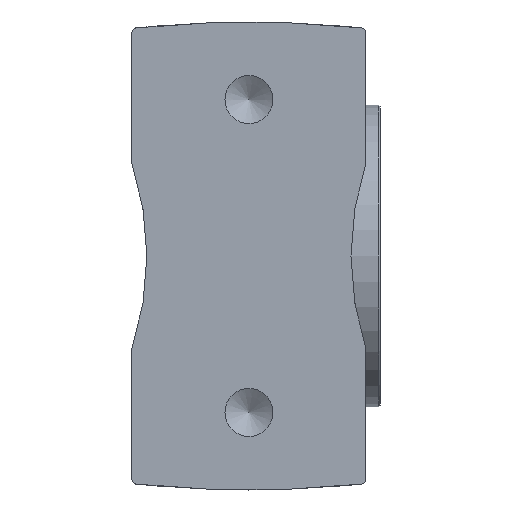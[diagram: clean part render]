
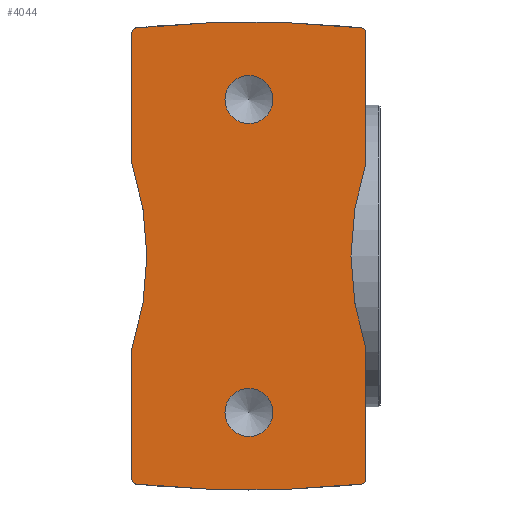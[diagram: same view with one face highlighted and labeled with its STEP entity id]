
A CAD part, front view. The second image highlights one B-rep face of the part: STEP entity #4044.
In plain terms, the highlighted face is planar.
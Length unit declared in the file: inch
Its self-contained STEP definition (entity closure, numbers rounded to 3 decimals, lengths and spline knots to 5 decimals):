
#1006=PLANE('',#4313);
#1053=VECTOR('',#4585,1.);
#1070=VECTOR('',#4721,1.);
#1197=LINE('',#5463,#1053);
#1214=LINE('',#8657,#1070);
#1344=CIRCLE('',#4228,0.1535);
#1346=CIRCLE('',#4232,0.1535);
#1371=CIRCLE('',#4266,6.9071);
#1373=CIRCLE('',#4269,0.035);
#1374=CIRCLE('',#4271,1.875);
#1379=CIRCLE('',#4280,1.875);
#1380=CIRCLE('',#4283,0.035);
#1390=CIRCLE('',#4300,0.035);
#1396=CIRCLE('',#4310,6.9071);
#1397=CIRCLE('',#4312,0.035);
#1527=VERTEX_POINT('',#5462);
#1528=VERTEX_POINT('',#5464);
#1539=VERTEX_POINT('',#5577);
#1542=VERTEX_POINT('',#5584);
#1579=VERTEX_POINT('',#8321);
#1580=VERTEX_POINT('',#8323);
#1582=VERTEX_POINT('',#8329);
#1583=VERTEX_POINT('',#8332);
#1593=VERTEX_POINT('',#8637);
#1594=VERTEX_POINT('',#8639);
#1596=VERTEX_POINT('',#8656);
#1617=VERTEX_POINT('',#8967);
#1621=VERTEX_POINT('',#8984);
#1622=VERTEX_POINT('',#8988);
#1971=EDGE_CURVE('',#1528,#1527,#1197,.T.);
#1986=EDGE_CURVE('',#1539,#1539,#1344,.T.);
#1988=EDGE_CURVE('',#1542,#1542,#1346,.T.);
#2051=EDGE_CURVE('',#1580,#1579,#1371,.T.);
#2055=EDGE_CURVE('',#1582,#1579,#1373,.T.);
#2057=EDGE_CURVE('',#1582,#1583,#1197,.T.);
#2058=EDGE_CURVE('',#1583,#1528,#1374,.T.);
#2073=EDGE_CURVE('',#1594,#1593,#1379,.T.);
#2077=EDGE_CURVE('',#1596,#1593,#1214,.T.);
#2078=EDGE_CURVE('',#1580,#1596,#1380,.T.);
#2105=EDGE_CURVE('',#1617,#1527,#1390,.T.);
#2114=EDGE_CURVE('',#1617,#1621,#1396,.T.);
#2116=EDGE_CURVE('',#1622,#1621,#1397,.T.);
#2117=EDGE_CURVE('',#1594,#1622,#1214,.T.);
#2721=ORIENTED_EDGE('',*,*,#1986,.T.);
#2722=ORIENTED_EDGE('',*,*,#1988,.T.);
#2723=ORIENTED_EDGE('',*,*,#2116,.F.);
#2724=ORIENTED_EDGE('',*,*,#2117,.F.);
#2725=ORIENTED_EDGE('',*,*,#2073,.T.);
#2726=ORIENTED_EDGE('',*,*,#2077,.F.);
#2727=ORIENTED_EDGE('',*,*,#2078,.F.);
#2728=ORIENTED_EDGE('',*,*,#2051,.T.);
#2729=ORIENTED_EDGE('',*,*,#2055,.F.);
#2730=ORIENTED_EDGE('',*,*,#2057,.T.);
#2731=ORIENTED_EDGE('',*,*,#2058,.T.);
#2732=ORIENTED_EDGE('',*,*,#1971,.T.);
#2733=ORIENTED_EDGE('',*,*,#2105,.F.);
#2734=ORIENTED_EDGE('',*,*,#2114,.T.);
#3501=EDGE_LOOP('',(#2721));
#3502=EDGE_LOOP('',(#2722));
#3503=EDGE_LOOP('',(#2723,#2724,#2725,#2726,#2727,#2728,#2729,#2730,#2731,
#2732,#2733,#2734));
#3772=FACE_BOUND('',#3501,.T.);
#3773=FACE_BOUND('',#3502,.T.);
#3774=FACE_BOUND('',#3503,.T.);
#4044=ADVANCED_FACE('',(#3772,#3773,#3774),#1006,.F.);
#4228=AXIS2_PLACEMENT_3D('',#5576,#4607,#4608);
#4232=AXIS2_PLACEMENT_3D('',#5583,#4615,#4616);
#4266=AXIS2_PLACEMENT_3D('',#8322,#4683,#4684);
#4269=AXIS2_PLACEMENT_3D('',#8330,#4691,#4692);
#4271=AXIS2_PLACEMENT_3D('',#8334,#4696,#4697);
#4280=AXIS2_PLACEMENT_3D('',#8638,#4716,#4717);
#4283=AXIS2_PLACEMENT_3D('',#8659,#4724,#4725);
#4300=AXIS2_PLACEMENT_3D('',#8968,#4764,#4765);
#4310=AXIS2_PLACEMENT_3D('',#8985,#4786,#4787);
#4312=AXIS2_PLACEMENT_3D('',#8989,#4791,#4792);
#4313=AXIS2_PLACEMENT_3D('',#8990,#4793,$);
#4585=DIRECTION('',(0.,-1.,0.));
#4607=DIRECTION('',(0.,0.,1.));
#4608=DIRECTION('',(0.154,0.,0.));
#4615=DIRECTION('',(0.,0.,1.));
#4616=DIRECTION('',(0.154,0.,0.));
#4683=DIRECTION('',(0.,0.,-1.));
#4684=DIRECTION('',(-6.907,0.,0.));
#4691=DIRECTION('',(0.,0.,1.));
#4692=DIRECTION('',(0.026,0.023,0.));
#4696=DIRECTION('',(0.,0.,1.));
#4697=DIRECTION('',(1.875,0.,0.));
#4716=DIRECTION('',(0.,0.,1.));
#4717=DIRECTION('',(-1.875,0.,0.));
#4721=DIRECTION('',(0.,-1.,0.));
#4724=DIRECTION('',(0.,0.,1.));
#4725=DIRECTION('',(-0.026,0.023,0.));
#4764=DIRECTION('',(0.,0.,1.));
#4765=DIRECTION('',(0.026,-0.023,0.));
#4786=DIRECTION('',(0.,0.,-1.));
#4787=DIRECTION('',(6.907,0.,0.));
#4791=DIRECTION('',(0.,0.,1.));
#4792=DIRECTION('',(-0.026,-0.023,0.));
#4793=DIRECTION('',(0.,0.,1.));
#5462=CARTESIAN_POINT('',(0.74803,-1.42397,0.));
#5463=CARTESIAN_POINT('',(0.74803,1.45544,0.));
#5464=CARTESIAN_POINT('',(0.74803,-0.59055,0.));
#5576=CARTESIAN_POINT('',(0.,-1.,0.));
#5577=CARTESIAN_POINT('',(0.1535,-1.,0.));
#5583=CARTESIAN_POINT('',(0.,1.,0.));
#5584=CARTESIAN_POINT('',(0.1535,1.,0.));
#8321=CARTESIAN_POINT('',(0.71666,1.45878,0.));
#8322=CARTESIAN_POINT('',(0.,-5.41103,0.));
#8323=CARTESIAN_POINT('',(-0.71666,1.45878,0.));
#8329=CARTESIAN_POINT('',(0.74803,1.42397,0.));
#8330=CARTESIAN_POINT('',(0.71303,1.42397,0.));
#8332=CARTESIAN_POINT('',(0.74803,0.59055,0.));
#8334=CARTESIAN_POINT('',(2.5276,0.,0.));
#8637=CARTESIAN_POINT('',(-0.74803,0.59055,0.));
#8638=CARTESIAN_POINT('',(-2.5276,0.,0.));
#8639=CARTESIAN_POINT('',(-0.74803,-0.59055,0.));
#8656=CARTESIAN_POINT('',(-0.74803,1.42397,0.));
#8657=CARTESIAN_POINT('',(-0.74803,1.45544,0.));
#8659=CARTESIAN_POINT('',(-0.71303,1.42397,0.));
#8967=CARTESIAN_POINT('',(0.71666,-1.45878,0.));
#8968=CARTESIAN_POINT('',(0.71303,-1.42397,0.));
#8984=CARTESIAN_POINT('',(-0.71666,-1.45878,0.));
#8985=CARTESIAN_POINT('',(0.,5.41103,0.));
#8988=CARTESIAN_POINT('',(-0.74803,-1.42397,0.));
#8989=CARTESIAN_POINT('',(-0.71303,-1.42397,0.));
#8990=CARTESIAN_POINT('',(0.37066,0.73924,0.));
